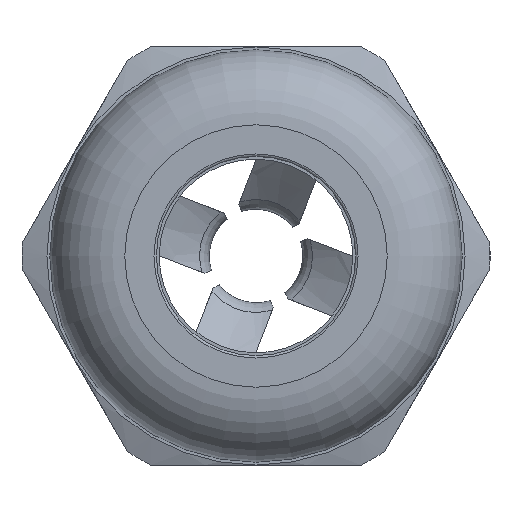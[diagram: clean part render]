
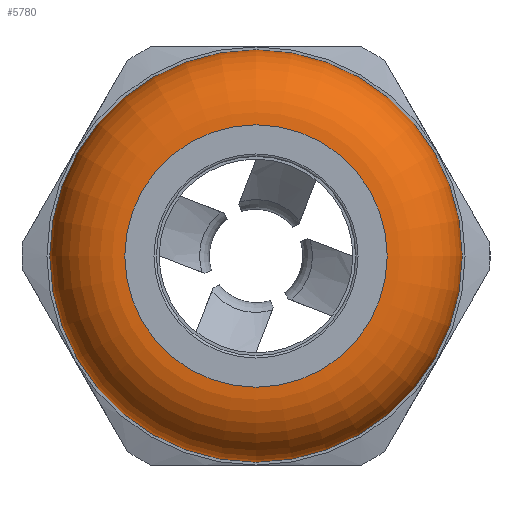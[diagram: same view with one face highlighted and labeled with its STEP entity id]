
A CAD part, left-side view. The second image highlights one B-rep face of the part: STEP entity #5780.
In plain terms, the highlighted toroidal (fillet/blend) face has major radius 5.335 mm and minor radius 3.05 mm.
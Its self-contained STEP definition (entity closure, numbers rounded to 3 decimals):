
#88=TOROIDAL_SURFACE('',#6228,5.335,3.05);
#231=FACE_BOUND('',#1146,.T.);
#466=CIRCLE('',#6224,5.335);
#468=CIRCLE('',#6229,8.385);
#792=FACE_OUTER_BOUND('',#1145,.T.);
#1145=EDGE_LOOP('',(#3999));
#1146=EDGE_LOOP('',(#4000));
#2392=VERTEX_POINT('',#9894);
#2394=VERTEX_POINT('',#9901);
#3020=EDGE_CURVE('',#2392,#2392,#466,.T.);
#3022=EDGE_CURVE('',#2394,#2394,#468,.T.);
#3999=ORIENTED_EDGE('',*,*,#3020,.T.);
#4000=ORIENTED_EDGE('',*,*,#3022,.F.);
#5780=ADVANCED_FACE('',(#792,#231),#88,.T.);
#6224=AXIS2_PLACEMENT_3D('',#9895,#7007,#7008);
#6228=AXIS2_PLACEMENT_3D('',#9900,#7015,#7016);
#6229=AXIS2_PLACEMENT_3D('',#9902,#7017,#7018);
#7007=DIRECTION('center_axis',(1.,0.,0.));
#7008=DIRECTION('ref_axis',(0.,0.,-1.));
#7015=DIRECTION('center_axis',(1.,0.,0.));
#7016=DIRECTION('ref_axis',(0.,0.,-1.));
#7017=DIRECTION('center_axis',(1.,0.,0.));
#7018=DIRECTION('ref_axis',(0.,0.,-1.));
#9894=CARTESIAN_POINT('',(-14.05,5.335,0.));
#9895=CARTESIAN_POINT('Origin',(-14.05,0.,0.));
#9900=CARTESIAN_POINT('Origin',(-11.,0.,0.));
#9901=CARTESIAN_POINT('',(-11.,8.385,0.));
#9902=CARTESIAN_POINT('Origin',(-11.,0.,0.));
